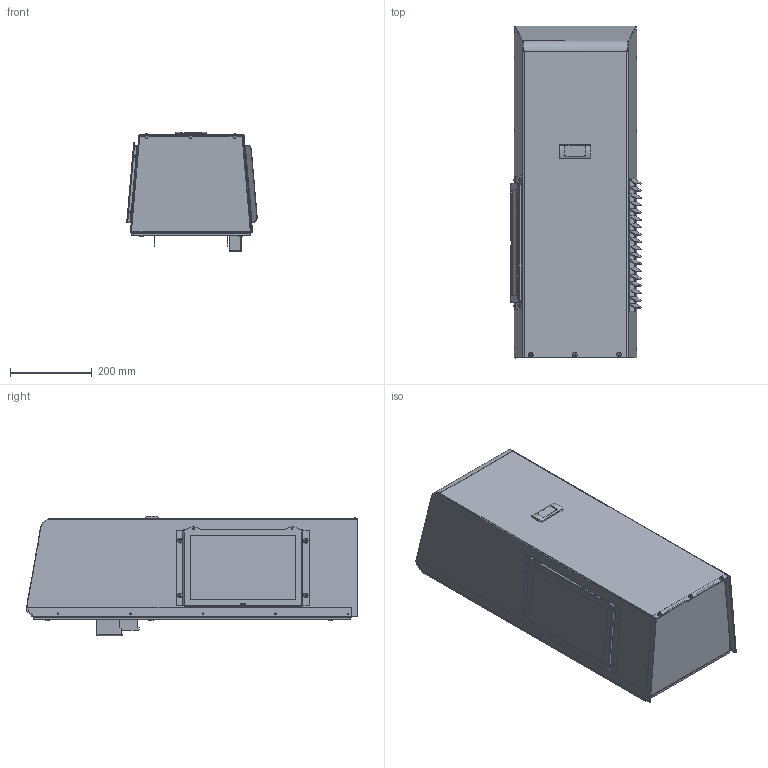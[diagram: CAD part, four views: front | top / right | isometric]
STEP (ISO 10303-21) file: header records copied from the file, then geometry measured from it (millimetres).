
FILE_DESCRIPTION (( 'STEP AP214' ), '1' );
FILE_NAME ('TA10-027-16-12.STEP', '2023-03-09T19:42:21', ( '' ), ( '' ), 'SwSTEP 2.0', 'SolidWorks 2021', '' );
FILE_SCHEMA (( 'AUTOMOTIVE_DESIGN' ));
Length unit declared in the file: inch
Products named in the file (1): TA10-027-16-12
Bounding box: 319.4 x 813.4 x 293.3 mm (x, y, z)
Volume: 2425652.2 mm3; surface area: 2085601.4 mm2
Topology: 3 solids, 3 shells, 1686 faces, 4696 edges, 3041 vertices
Faces by surface type: plane 1062, cylinder 535, bspline 82, cone 7
Full cylindrical faces by diameter (mm): 2.205 x1, 4.039 x11, 4.826 x14, 5.182 x5, 6.299 x2, 23.012 x1, 146.779 x1, 152.3 x1, 154.178 x1
Entity records: 65186 total; most frequent: CARTESIAN_POINT 21871, ORIENTED_EDGE 9248, DIRECTION 8428, EDGE_CURVE 4624, LINE 3292, VECTOR 3292, VERTEX_POINT 3030, AXIS2_PLACEMENT_3D 2568
